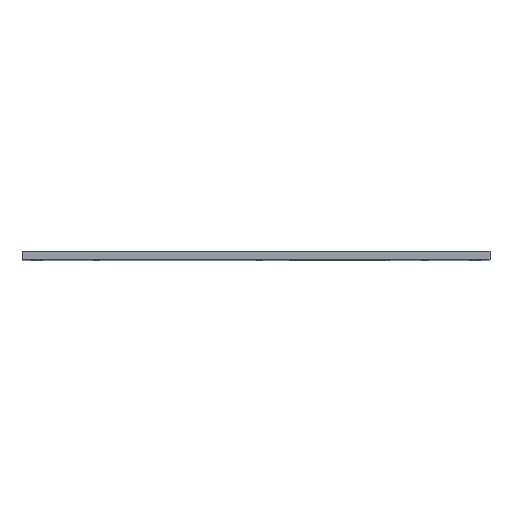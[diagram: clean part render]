
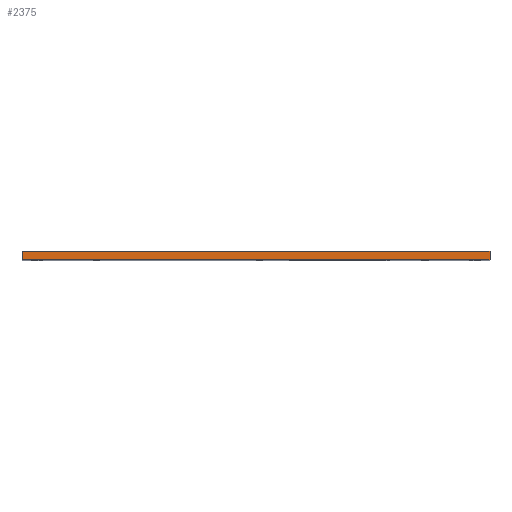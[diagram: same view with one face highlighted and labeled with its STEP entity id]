
A CAD part, top view. The second image highlights one B-rep face of the part: STEP entity #2375.
In plain terms, the highlighted planar face has unit normal (0, 0, 1).
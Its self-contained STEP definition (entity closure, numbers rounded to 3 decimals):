
#91 = PLANE ( 'NONE',  #116 ) ;
#116 = AXIS2_PLACEMENT_3D ( 'NONE', #1161, #3001, #606 ) ;
#159 = EDGE_CURVE ( 'NONE', #761, #1051, #2990, .T. ) ;
#162 = VECTOR ( 'NONE', #326, 1000. ) ;
#249 = VECTOR ( 'NONE', #2147, 1000. ) ;
#286 = VERTEX_POINT ( 'NONE', #2510 ) ;
#291 = LINE ( 'NONE', #2143, #2276 ) ;
#293 = CARTESIAN_POINT ( 'NONE',  ( 110., 0., 190.5 ) ) ;
#326 = DIRECTION ( 'NONE',  ( 1., 0., 0. ) ) ;
#379 = ORIENTED_EDGE ( 'NONE', *, *, #3305, .T. ) ;
#423 = EDGE_LOOP ( 'NONE', ( #2343, #665, #1275, #379 ) ) ;
#606 = DIRECTION ( 'NONE',  ( -1., 0., 0. ) ) ;
#665 = ORIENTED_EDGE ( 'NONE', *, *, #1603, .F. ) ;
#761 = VERTEX_POINT ( 'NONE', #2637 ) ;
#901 = DIRECTION ( 'NONE',  ( 0., -1., 0. ) ) ;
#1051 = VERTEX_POINT ( 'NONE', #293 ) ;
#1124 = CARTESIAN_POINT ( 'NONE',  ( 110., 4., 190.5 ) ) ;
#1141 = EDGE_CURVE ( 'NONE', #286, #3461, #2697, .T. ) ;
#1161 = CARTESIAN_POINT ( 'NONE',  ( -110., 4., 190.5 ) ) ;
#1275 = ORIENTED_EDGE ( 'NONE', *, *, #1141, .F. ) ;
#1374 = DIRECTION ( 'NONE',  ( 0., -1., 0. ) ) ;
#1603 = EDGE_CURVE ( 'NONE', #3461, #1051, #3055, .T. ) ;
#2143 = CARTESIAN_POINT ( 'NONE',  ( -110., 4., 190.5 ) ) ;
#2147 = DIRECTION ( 'NONE',  ( 1., 0., 0. ) ) ;
#2276 = VECTOR ( 'NONE', #1374, 1000. ) ;
#2343 = ORIENTED_EDGE ( 'NONE', *, *, #159, .T. ) ;
#2375 = ADVANCED_FACE ( 'NONE', ( #3019 ), #91, .F. ) ;
#2510 = CARTESIAN_POINT ( 'NONE',  ( -110., 4., 190.5 ) ) ;
#2637 = CARTESIAN_POINT ( 'NONE',  ( -110., 0., 190.5 ) ) ;
#2697 = LINE ( 'NONE', #2725, #162 ) ;
#2725 = CARTESIAN_POINT ( 'NONE',  ( -110., 4., 190.5 ) ) ;
#2957 = VECTOR ( 'NONE', #901, 1000. ) ;
#2975 = CARTESIAN_POINT ( 'NONE',  ( -110., 0., 190.5 ) ) ;
#2990 = LINE ( 'NONE', #2975, #249 ) ;
#3001 = DIRECTION ( 'NONE',  ( 0., 0., -1. ) ) ;
#3019 = FACE_OUTER_BOUND ( 'NONE', #423, .T. ) ;
#3036 = CARTESIAN_POINT ( 'NONE',  ( 110., 4., 190.5 ) ) ;
#3055 = LINE ( 'NONE', #1124, #2957 ) ;
#3305 = EDGE_CURVE ( 'NONE', #286, #761, #291, .T. ) ;
#3461 = VERTEX_POINT ( 'NONE', #3036 ) ;
